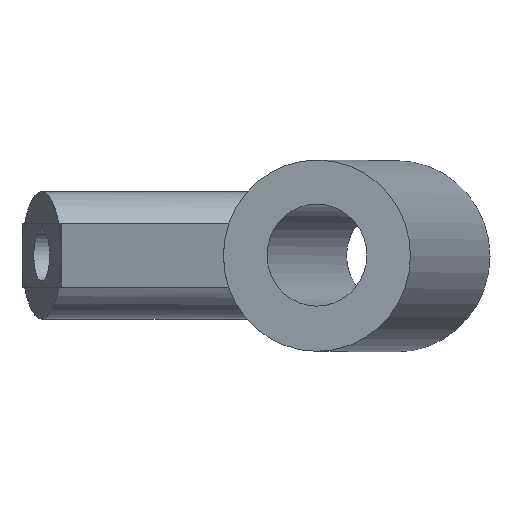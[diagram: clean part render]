
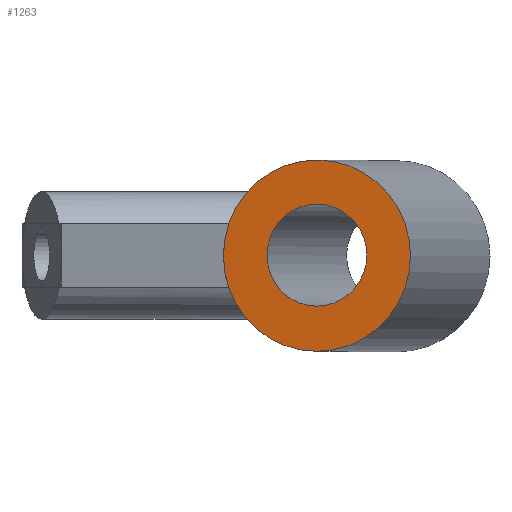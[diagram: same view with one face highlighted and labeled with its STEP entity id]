
A CAD part, top view. The second image highlights one B-rep face of the part: STEP entity #1263.
In plain terms, the highlighted planar face has unit normal (-0.208, 0, 0.978).
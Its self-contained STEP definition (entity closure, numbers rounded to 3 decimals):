
#24 = VERTEX_POINT('',#25);
#25 = CARTESIAN_POINT('',(486.01,-0.09,165.712));
#32 = CYLINDRICAL_SURFACE('',#33,15.);
#33 = AXIS2_PLACEMENT_3D('',#34,#35,#36);
#34 = CARTESIAN_POINT('',(483.812,-0.09,103.905));
#35 = DIRECTION('',(0.208,-0.,-0.978));
#36 = DIRECTION('',(0.978,0.,0.208));
#79 = EDGE_CURVE('',#24,#24,#80,.T.);
#80 = SURFACE_CURVE('',#81,(#86,#93),.PCURVE_S1.);
#81 = CIRCLE('',#82,15.);
#82 = AXIS2_PLACEMENT_3D('',#83,#84,#85);
#83 = CARTESIAN_POINT('',(471.337,-0.09,162.594));
#84 = DIRECTION('',(-0.208,0.,0.978));
#85 = DIRECTION('',(0.978,0.,0.208));
#86 = PCURVE('',#32,#87);
#87 = DEFINITIONAL_REPRESENTATION('',(#88),#92);
#88 = LINE('',#89,#90);
#89 = CARTESIAN_POINT('',(-0.,-60.));
#90 = VECTOR('',#91,1.);
#91 = DIRECTION('',(-1.,0.));
#92 = ( GEOMETRIC_REPRESENTATION_CONTEXT(2) 
PARAMETRIC_REPRESENTATION_CONTEXT() REPRESENTATION_CONTEXT('2D SPACE',''
  ) );
#93 = PCURVE('',#94,#99);
#94 = PLANE('',#95);
#95 = AXIS2_PLACEMENT_3D('',#96,#97,#98);
#96 = CARTESIAN_POINT('',(471.337,-0.09,162.594));
#97 = DIRECTION('',(-0.208,0.,0.978));
#98 = DIRECTION('',(0.978,0.,0.208));
#99 = DEFINITIONAL_REPRESENTATION('',(#100),#104);
#100 = CIRCLE('',#101,15.);
#101 = AXIS2_PLACEMENT_2D('',#102,#103);
#102 = CARTESIAN_POINT('',(0.,0.));
#103 = DIRECTION('',(1.,0.));
#104 = ( GEOMETRIC_REPRESENTATION_CONTEXT(2) 
PARAMETRIC_REPRESENTATION_CONTEXT() REPRESENTATION_CONTEXT('2D SPACE',''
  ) );
#1263 = ADVANCED_FACE('',(#1264,#1267),#94,.T.);
#1264 = FACE_BOUND('',#1265,.T.);
#1265 = EDGE_LOOP('',(#1266));
#1266 = ORIENTED_EDGE('',*,*,#79,.T.);
#1267 = FACE_BOUND('',#1268,.T.);
#1268 = EDGE_LOOP('',(#1269));
#1269 = ORIENTED_EDGE('',*,*,#1270,.T.);
#1270 = EDGE_CURVE('',#1271,#1271,#1273,.T.);
#1271 = VERTEX_POINT('',#1272);
#1272 = CARTESIAN_POINT('',(479.163,0.,164.257));
#1273 = SURFACE_CURVE('',#1274,(#1279,#1290),.PCURVE_S1.);
#1274 = CIRCLE('',#1275,8.);
#1275 = AXIS2_PLACEMENT_3D('',#1276,#1277,#1278);
#1276 = CARTESIAN_POINT('',(471.338,0.,162.594));
#1277 = DIRECTION('',(0.208,0.,-0.978));
#1278 = DIRECTION('',(0.978,0.,0.208));
#1279 = PCURVE('',#94,#1280);
#1280 = DEFINITIONAL_REPRESENTATION('',(#1281),#1289);
#1281 = ( BOUNDED_CURVE() B_SPLINE_CURVE(2,(#1282,#1283,#1284,#1285,
#1286,#1287,#1288),.UNSPECIFIED.,.T.,.F.) B_SPLINE_CURVE_WITH_KNOTS((1,2
    ,2,2,2,1),(-2.094,0.,2.094,4.189,
6.283,8.378),.UNSPECIFIED.) CURVE() 
GEOMETRIC_REPRESENTATION_ITEM() RATIONAL_B_SPLINE_CURVE((1.,0.5,1.,0.5,
1.,0.5,1.)) REPRESENTATION_ITEM('') );
#1282 = CARTESIAN_POINT('',(8.,0.09));
#1283 = CARTESIAN_POINT('',(8.,-13.766));
#1284 = CARTESIAN_POINT('',(-4.,-6.838));
#1285 = CARTESIAN_POINT('',(-16.,0.09));
#1286 = CARTESIAN_POINT('',(-4.,7.018));
#1287 = CARTESIAN_POINT('',(8.,13.946));
#1288 = CARTESIAN_POINT('',(8.,0.09));
#1289 = ( GEOMETRIC_REPRESENTATION_CONTEXT(2) 
PARAMETRIC_REPRESENTATION_CONTEXT() REPRESENTATION_CONTEXT('2D SPACE',''
  ) );
#1290 = PCURVE('',#1291,#1296);
#1291 = CYLINDRICAL_SURFACE('',#1292,8.);
#1292 = AXIS2_PLACEMENT_3D('',#1293,#1294,#1295);
#1293 = CARTESIAN_POINT('',(483.812,0.,103.905));
#1294 = DIRECTION('',(0.208,-0.,-0.978));
#1295 = DIRECTION('',(0.978,0.,0.208));
#1296 = DEFINITIONAL_REPRESENTATION('',(#1297),#1301);
#1297 = LINE('',#1298,#1299);
#1298 = CARTESIAN_POINT('',(-6.283,-60.));
#1299 = VECTOR('',#1300,1.);
#1300 = DIRECTION('',(1.,-0.));
#1301 = ( GEOMETRIC_REPRESENTATION_CONTEXT(2) 
PARAMETRIC_REPRESENTATION_CONTEXT() REPRESENTATION_CONTEXT('2D SPACE',''
  ) );
